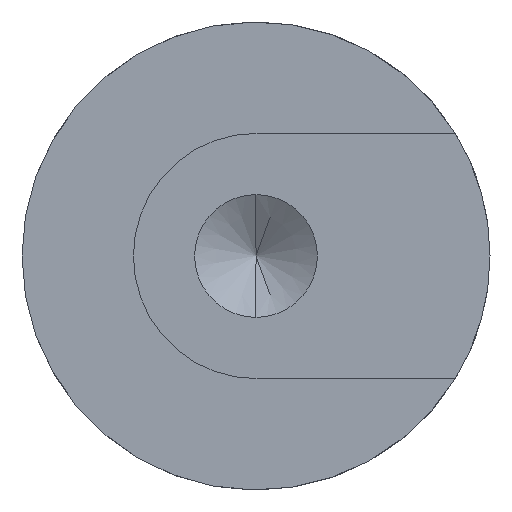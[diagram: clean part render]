
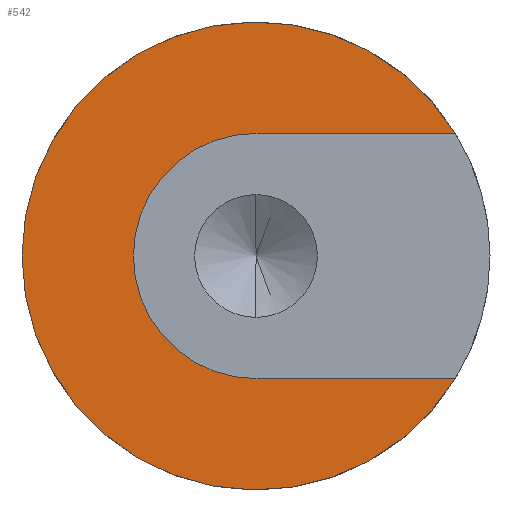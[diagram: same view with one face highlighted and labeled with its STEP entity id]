
A CAD part, left-side view. The second image highlights one B-rep face of the part: STEP entity #542.
In plain terms, the highlighted planar face has unit normal (-1, 0, 0).
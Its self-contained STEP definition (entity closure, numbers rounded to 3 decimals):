
#9 = CARTESIAN_POINT ( 'NONE',  ( 0., 0., 0. ) ) ;
#18 = EDGE_CURVE ( 'NONE', #368, #792, #387, .T. ) ;
#24 = VERTEX_POINT ( 'NONE', #619 ) ;
#25 = FACE_OUTER_BOUND ( 'NONE', #736, .T. ) ;
#28 = LINE ( 'NONE', #766, #579 ) ;
#34 = ORIENTED_EDGE ( 'NONE', *, *, #684, .F. ) ;
#47 = CARTESIAN_POINT ( 'NONE',  ( 0., 0., -4.991 ) ) ;
#70 = CARTESIAN_POINT ( 'NONE',  ( 0., 9.525, 0. ) ) ;
#88 = CARTESIAN_POINT ( 'NONE',  ( 0., 0., 4.991 ) ) ;
#150 = CARTESIAN_POINT ( 'NONE',  ( 0., -8.113, 4.991 ) ) ;
#151 = VERTEX_POINT ( 'NONE', #150 ) ;
#169 = DIRECTION ( 'NONE',  ( -1., 0., 0. ) ) ;
#183 = VERTEX_POINT ( 'NONE', #220 ) ;
#190 = DIRECTION ( 'NONE',  ( 0., 1., 0. ) ) ;
#208 = LINE ( 'NONE', #88, #242 ) ;
#212 = EDGE_CURVE ( 'NONE', #151, #183, #208, .T. ) ;
#215 = DIRECTION ( 'NONE',  ( 0., -1., 0. ) ) ;
#220 = CARTESIAN_POINT ( 'NONE',  ( 0., 0., 4.991 ) ) ;
#242 = VECTOR ( 'NONE', #442, 1000. ) ;
#256 = AXIS2_PLACEMENT_3D ( 'NONE', #9, #750, #558 ) ;
#259 = VERTEX_POINT ( 'NONE', #266 ) ;
#263 = DIRECTION ( 'NONE',  ( 0., -1., 0. ) ) ;
#266 = CARTESIAN_POINT ( 'NONE',  ( 0., 9.525, 0. ) ) ;
#278 = EDGE_CURVE ( 'NONE', #183, #368, #444, .T. ) ;
#301 = CIRCLE ( 'NONE', #336, 9.525 ) ;
#312 = DIRECTION ( 'NONE',  ( -1., 0., 0. ) ) ;
#323 = DIRECTION ( 'NONE',  ( -1., 0., 0. ) ) ;
#336 = AXIS2_PLACEMENT_3D ( 'NONE', #738, #400, #190 ) ;
#342 = EDGE_CURVE ( 'NONE', #24, #259, #301, .T. ) ;
#350 = AXIS2_PLACEMENT_3D ( 'NONE', #545, #169, #430 ) ;
#368 = VERTEX_POINT ( 'NONE', #677 ) ;
#387 = CIRCLE ( 'NONE', #350, 4.991 ) ;
#398 = ORIENTED_EDGE ( 'NONE', *, *, #212, .F. ) ;
#400 = DIRECTION ( 'NONE',  ( 1., 0., 0. ) ) ;
#428 = EDGE_CURVE ( 'NONE', #259, #151, #499, .T. ) ;
#430 = DIRECTION ( 'NONE',  ( 0., -1., 0. ) ) ;
#441 = PLANE ( 'NONE',  #774 ) ;
#442 = DIRECTION ( 'NONE',  ( 0., 1., 0. ) ) ;
#444 = CIRCLE ( 'NONE', #525, 4.991 ) ;
#499 = CIRCLE ( 'NONE', #256, 9.525 ) ;
#525 = AXIS2_PLACEMENT_3D ( 'NONE', #635, #323, #764 ) ;
#542 = ADVANCED_FACE ( 'NONE', ( #25 ), #441, .T. ) ;
#545 = CARTESIAN_POINT ( 'NONE',  ( 0., 0., 0. ) ) ;
#558 = DIRECTION ( 'NONE',  ( 0., 1., 0. ) ) ;
#579 = VECTOR ( 'NONE', #215, 1000. ) ;
#603 = ORIENTED_EDGE ( 'NONE', *, *, #278, .F. ) ;
#619 = CARTESIAN_POINT ( 'NONE',  ( 0., -8.113, -4.991 ) ) ;
#635 = CARTESIAN_POINT ( 'NONE',  ( 0., 0., 0. ) ) ;
#636 = ORIENTED_EDGE ( 'NONE', *, *, #428, .F. ) ;
#669 = ORIENTED_EDGE ( 'NONE', *, *, #18, .F. ) ;
#677 = CARTESIAN_POINT ( 'NONE',  ( 0., 4.991, 0. ) ) ;
#684 = EDGE_CURVE ( 'NONE', #792, #24, #28, .T. ) ;
#709 = ORIENTED_EDGE ( 'NONE', *, *, #342, .F. ) ;
#736 = EDGE_LOOP ( 'NONE', ( #398, #636, #709, #34, #669, #603 ) ) ;
#738 = CARTESIAN_POINT ( 'NONE',  ( 0., 0., 0. ) ) ;
#750 = DIRECTION ( 'NONE',  ( 1., 0., 0. ) ) ;
#764 = DIRECTION ( 'NONE',  ( 0., -1., 0. ) ) ;
#766 = CARTESIAN_POINT ( 'NONE',  ( 0., 0., -4.991 ) ) ;
#774 = AXIS2_PLACEMENT_3D ( 'NONE', #70, #312, #263 ) ;
#792 = VERTEX_POINT ( 'NONE', #47 ) ;
